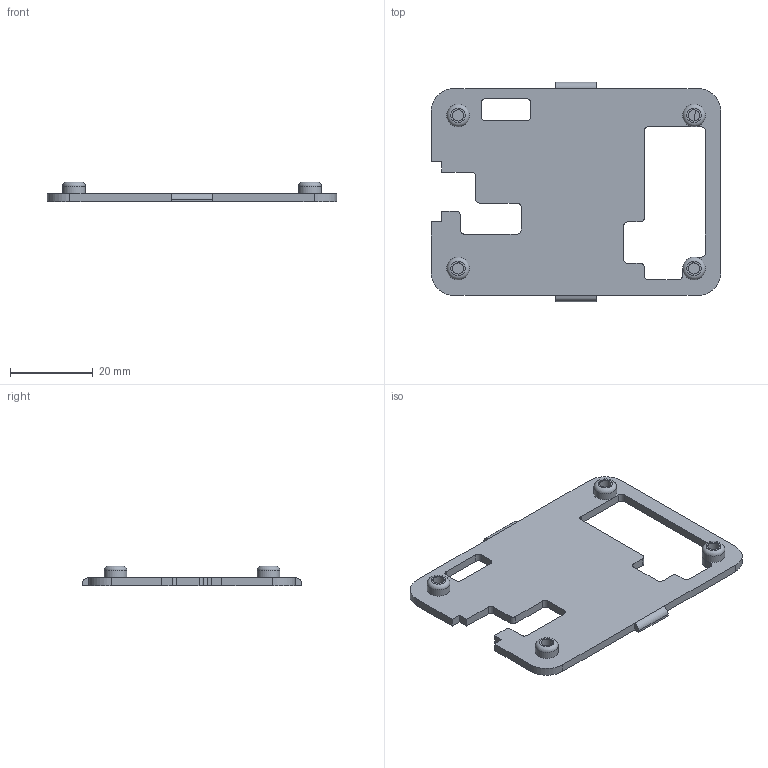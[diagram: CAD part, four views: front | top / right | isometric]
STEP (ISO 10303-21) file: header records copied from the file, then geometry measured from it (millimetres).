
FILE_DESCRIPTION(/* description */ (''),/* implementation_level */ '2;1');
FILE_NAME(/* name */ 'module-case_TOP.step',/* time_stamp */ '2024-02-17T18:31:11+08:00',/* author */ (''),/* organization */ (''),/* preprocessor_version */ 'ST-DEVELOPER v20',/* originating_system */ 'Autodesk Translation Framework v12.20.1.177',/* authorisation */ '');
FILE_SCHEMA (('AUTOMOTIVE_DESIGN { 1 0 10303 214 3 1 1 }'));
Length unit declared in the file: millimetre
Products named in the file (1): module-case
Bounding box: 70 x 53 x 4.8 mm (x, y, z)
Volume: 5496.5 mm3; surface area: 6419.6 mm2
Topology: 1 solids, 1 shells, 86 faces, 230 edges, 150 vertices
Faces by surface type: plane 48, cylinder 34, torus 4
Full cylindrical faces by diameter (mm): 2.7 x4, 5.5 x4
Entity records: 2697 total; most frequent: DIRECTION 481, CARTESIAN_POINT 461, ORIENTED_EDGE 452, EDGE_CURVE 226, AXIS2_PLACEMENT_3D 168, VERTEX_POINT 148, LINE 145, VECTOR 145
